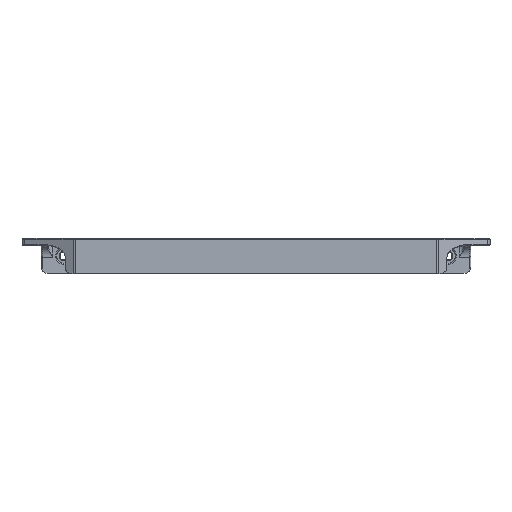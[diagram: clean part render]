
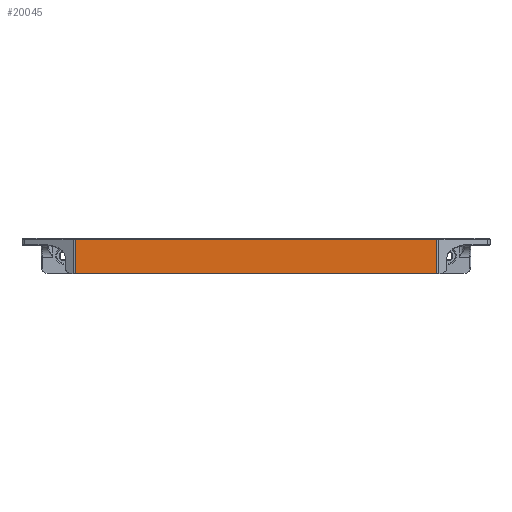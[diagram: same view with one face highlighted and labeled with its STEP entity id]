
A CAD part, front view. The second image highlights one B-rep face of the part: STEP entity #20045.
In plain terms, the highlighted planar face has unit normal (0, -1, 0).
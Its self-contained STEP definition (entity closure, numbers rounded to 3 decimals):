
#1175=PLANE('',#21817);
#2290=FACE_OUTER_BOUND('',#3486,.T.);
#3486=EDGE_LOOP('',(#17564,#17565,#17566,#17567));
#5381=LINE('',#39957,#7218);
#5685=LINE('',#50711,#7522);
#5899=LINE('',#51277,#7736);
#6032=LINE('',#51557,#7869);
#7218=VECTOR('',#25043,1000.);
#7522=VECTOR('',#26075,1000.);
#7736=VECTOR('',#26729,1000.);
#7869=VECTOR('',#27148,1000.);
#9120=VERTEX_POINT('',#39954);
#9121=VERTEX_POINT('',#39956);
#9334=VERTEX_POINT('',#50709);
#9466=VERTEX_POINT('',#51276);
#11273=EDGE_CURVE('',#9121,#9120,#5381,.T.);
#11759=EDGE_CURVE('',#9120,#9334,#5685,.T.);
#12045=EDGE_CURVE('',#9334,#9466,#5899,.T.);
#12181=EDGE_CURVE('',#9466,#9121,#6032,.T.);
#17564=ORIENTED_EDGE('',*,*,#12181,.T.);
#17565=ORIENTED_EDGE('',*,*,#11273,.T.);
#17566=ORIENTED_EDGE('',*,*,#11759,.T.);
#17567=ORIENTED_EDGE('',*,*,#12045,.T.);
#20045=ADVANCED_FACE('',(#2290),#1175,.F.);
#21817=AXIS2_PLACEMENT_3D('',#51556,#27146,#27147);
#25043=DIRECTION('',(0.,0.,1.));
#26075=DIRECTION('',(-1.,0.,0.));
#26729=DIRECTION('',(0.,0.,-1.));
#27146=DIRECTION('center_axis',(0.,1.,0.));
#27147=DIRECTION('ref_axis',(1.,0.,0.));
#27148=DIRECTION('',(1.,0.,0.));
#39954=CARTESIAN_POINT('',(192.166,-37.,14.6));
#39956=CARTESIAN_POINT('',(192.166,-37.,0.));
#39957=CARTESIAN_POINT('',(192.166,-37.,15.));
#50709=CARTESIAN_POINT('',(37.871,-37.,14.6));
#50711=CARTESIAN_POINT('',(37.871,-37.,14.6));
#51276=CARTESIAN_POINT('',(37.871,-37.,0.));
#51277=CARTESIAN_POINT('',(37.871,-37.,15.));
#51556=CARTESIAN_POINT('Origin',(37.335,-37.,15.));
#51557=CARTESIAN_POINT('',(37.335,-37.,0.));
